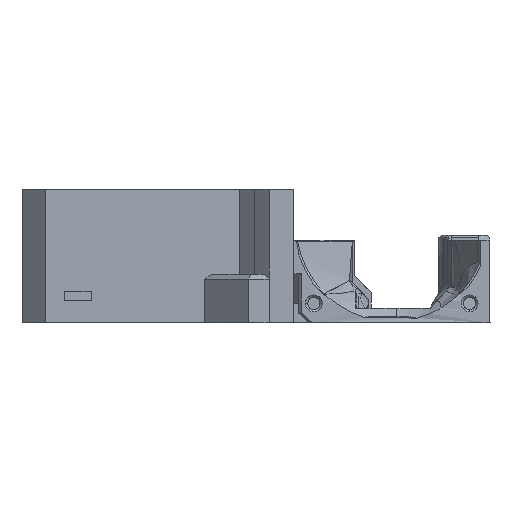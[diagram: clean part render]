
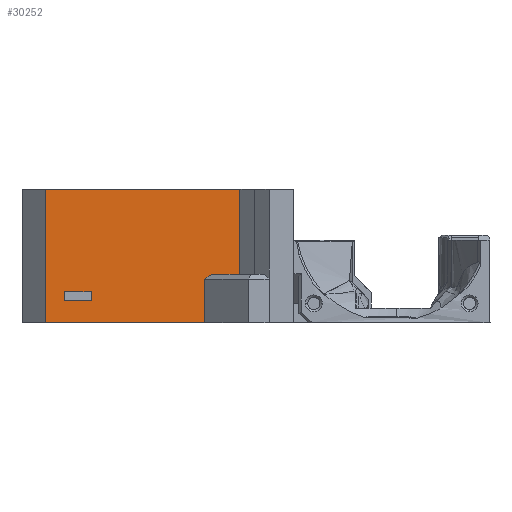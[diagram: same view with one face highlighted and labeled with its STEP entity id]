
A CAD part, left-side view. The second image highlights one B-rep face of the part: STEP entity #30252.
In plain terms, the highlighted planar face has unit normal (-1, 0, 0).
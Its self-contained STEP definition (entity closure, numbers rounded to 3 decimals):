
#463 = VERTEX_POINT ( 'NONE', #3052 ) ;
#703 = EDGE_LOOP ( 'NONE', ( #18089, #7987, #30301, #20090 ) ) ;
#1516 = EDGE_CURVE ( 'NONE', #31239, #14381, #16519, .T. ) ;
#2582 = LINE ( 'NONE', #30034, #20968 ) ;
#3052 = CARTESIAN_POINT ( 'NONE',  ( -0.271, 97.578, 29.122 ) ) ;
#3377 = CARTESIAN_POINT ( 'NONE',  ( -0.271, 68.83, 31.672 ) ) ;
#3606 = VECTOR ( 'NONE', #13485, 1000. ) ;
#4204 = LINE ( 'NONE', #7245, #30013 ) ;
#4218 = LINE ( 'NONE', #14171, #31705 ) ;
#4357 = CARTESIAN_POINT ( 'NONE',  ( -0.271, 61.577, 22.671 ) ) ;
#4654 = CARTESIAN_POINT ( 'NONE',  ( -0.271, 68.83, 22.672 ) ) ;
#4880 = ORIENTED_EDGE ( 'NONE', *, *, #16288, .T. ) ;
#5846 = LINE ( 'NONE', #30332, #31241 ) ;
#6314 = DIRECTION ( 'NONE',  ( 0., 1., 0. ) ) ;
#6815 = DIRECTION ( 'NONE',  ( -1., 0., 0. ) ) ;
#7245 = CARTESIAN_POINT ( 'NONE',  ( -0.271, 92.178, 28.147 ) ) ;
#7653 = CARTESIAN_POINT ( 'NONE',  ( -0.271, 61.578, 32.672 ) ) ;
#7987 = ORIENTED_EDGE ( 'NONE', *, *, #11017, .T. ) ;
#8281 = EDGE_CURVE ( 'NONE', #17391, #14381, #16811, .T. ) ;
#8918 = VERTEX_POINT ( 'NONE', #11498 ) ;
#9833 = PLANE ( 'NONE',  #21858 ) ;
#10998 = CARTESIAN_POINT ( 'NONE',  ( -0.271, 81.594, 50.172 ) ) ;
#11017 = EDGE_CURVE ( 'NONE', #21057, #8918, #13108, .T. ) ;
#11498 = CARTESIAN_POINT ( 'NONE',  ( -0.271, 97.578, 27.172 ) ) ;
#11579 = CARTESIAN_POINT ( 'NONE',  ( -0.271, 92.178, 29.122 ) ) ;
#11620 = B_SPLINE_CURVE_WITH_KNOTS ( 'NONE', 1,
 ( #18382, #4654 ),
 .UNSPECIFIED., .F., .F.,
 ( 2, 2 ),
 ( 0., 0.9 ),
 .UNSPECIFIED. ) ;
#11962 = CARTESIAN_POINT ( 'NONE',  ( -0.271, 92.178, 27.172 ) ) ;
#12568 = EDGE_CURVE ( 'NONE', #31239, #14067, #2582, .T. ) ;
#12702 = B_SPLINE_CURVE_WITH_KNOTS ( 'NONE', 1,
 ( #23508, #31627 ),
 .UNSPECIFIED., .F., .F.,
 ( 2, 2 ),
 ( 0., 3.278 ),
 .UNSPECIFIED. ) ;
#13108 = LINE ( 'NONE', #25422, #21830 ) ;
#13292 = VERTEX_POINT ( 'NONE', #11579 ) ;
#13485 = DIRECTION ( 'NONE',  ( 0., 1., 0. ) ) ;
#14067 = VERTEX_POINT ( 'NONE', #18006 ) ;
#14114 = DIRECTION ( 'NONE',  ( 0., 0., 1. ) ) ;
#14171 = CARTESIAN_POINT ( 'NONE',  ( -0.271, 101.611, 36.422 ) ) ;
#14325 = EDGE_CURVE ( 'NONE', #14067, #27823, #22819, .T. ) ;
#14381 = VERTEX_POINT ( 'NONE', #18799 ) ;
#14429 = ORIENTED_EDGE ( 'NONE', *, *, #1516, .F. ) ;
#15028 = ORIENTED_EDGE ( 'NONE', *, *, #14325, .T. ) ;
#15129 = DIRECTION ( 'NONE',  ( 0., 0., -1. ) ) ;
#15184 = DIRECTION ( 'NONE',  ( 0., 0., 1. ) ) ;
#15513 = CARTESIAN_POINT ( 'NONE',  ( -0.271, 64.497, 32.672 ) ) ;
#16288 = EDGE_CURVE ( 'NONE', #27823, #20847, #4218, .T. ) ;
#16519 = LINE ( 'NONE', #15513, #32305 ) ;
#16598 = CARTESIAN_POINT ( 'NONE',  ( -0.271, 101.611, 50.172 ) ) ;
#16811 = LINE ( 'NONE', #27503, #29302 ) ;
#17391 = VERTEX_POINT ( 'NONE', #3377 ) ;
#18006 = CARTESIAN_POINT ( 'NONE',  ( -0.271, 61.578, 50.172 ) ) ;
#18089 = ORIENTED_EDGE ( 'NONE', *, *, #32400, .F. ) ;
#18382 = CARTESIAN_POINT ( 'NONE',  ( -0.271, 68.83, 31.672 ) ) ;
#18799 = CARTESIAN_POINT ( 'NONE',  ( -0.271, 67.416, 32.672 ) ) ;
#19091 = CARTESIAN_POINT ( 'NONE',  ( -0.271, 97.578, 28.147 ) ) ;
#19338 = VECTOR ( 'NONE', #15129, 1000. ) ;
#20090 = ORIENTED_EDGE ( 'NONE', *, *, #33397, .T. ) ;
#20652 = ORIENTED_EDGE ( 'NONE', *, *, #8281, .T. ) ;
#20847 = VERTEX_POINT ( 'NONE', #27920 ) ;
#20968 = VECTOR ( 'NONE', #14114, 1000. ) ;
#21057 = VERTEX_POINT ( 'NONE', #11962 ) ;
#21830 = VECTOR ( 'NONE', #6314, 1000. ) ;
#21858 = AXIS2_PLACEMENT_3D ( 'NONE', #4357, #6815, #33206 ) ;
#22319 = DIRECTION ( 'NONE',  ( 0., -1., 0. ) ) ;
#22819 = LINE ( 'NONE', #10998, #3606 ) ;
#23125 = VERTEX_POINT ( 'NONE', #31379 ) ;
#23508 = CARTESIAN_POINT ( 'NONE',  ( -0.271, 68.83, 22.672 ) ) ;
#23512 = DIRECTION ( 'NONE',  ( 0., 1., 0. ) ) ;
#24637 = DIRECTION ( 'NONE',  ( 0., 0., -1. ) ) ;
#24649 = EDGE_CURVE ( 'NONE', #23125, #20847, #12702, .T. ) ;
#25422 = CARTESIAN_POINT ( 'NONE',  ( -0.271, 94.878, 27.172 ) ) ;
#25430 = ORIENTED_EDGE ( 'NONE', *, *, #12568, .T. ) ;
#26569 = EDGE_LOOP ( 'NONE', ( #15028, #4880, #33570, #29030, #20652, #14429, #25430 ) ) ;
#26939 = EDGE_CURVE ( 'NONE', #463, #8918, #31800, .T. ) ;
#27503 = CARTESIAN_POINT ( 'NONE',  ( -0.271, 68.123, 32.172 ) ) ;
#27823 = VERTEX_POINT ( 'NONE', #16598 ) ;
#27920 = CARTESIAN_POINT ( 'NONE',  ( -0.271, 101.611, 22.672 ) ) ;
#29030 = ORIENTED_EDGE ( 'NONE', *, *, #34253, .F. ) ;
#29302 = VECTOR ( 'NONE', #30164, 1000. ) ;
#30013 = VECTOR ( 'NONE', #15184, 1000. ) ;
#30034 = CARTESIAN_POINT ( 'NONE',  ( -0.271, 61.578, 41.422 ) ) ;
#30164 = DIRECTION ( 'NONE',  ( 0., -0.816, 0.577 ) ) ;
#30252 = ADVANCED_FACE ( 'NONE', ( #30543, #33093 ), #9833, .T. ) ;
#30301 = ORIENTED_EDGE ( 'NONE', *, *, #26939, .F. ) ;
#30332 = CARTESIAN_POINT ( 'NONE',  ( -0.271, 94.878, 29.122 ) ) ;
#30543 = FACE_OUTER_BOUND ( 'NONE', #26569, .T. ) ;
#31239 = VERTEX_POINT ( 'NONE', #7653 ) ;
#31241 = VECTOR ( 'NONE', #22319, 1000. ) ;
#31379 = CARTESIAN_POINT ( 'NONE',  ( -0.271, 68.83, 22.672 ) ) ;
#31627 = CARTESIAN_POINT ( 'NONE',  ( -0.271, 101.611, 22.672 ) ) ;
#31705 = VECTOR ( 'NONE', #24637, 1000. ) ;
#31800 = LINE ( 'NONE', #19091, #19338 ) ;
#32305 = VECTOR ( 'NONE', #23512, 1000. ) ;
#32400 = EDGE_CURVE ( 'NONE', #21057, #13292, #4204, .T. ) ;
#33093 = FACE_BOUND ( 'NONE', #703, .T. ) ;
#33206 = DIRECTION ( 'NONE',  ( 0., 0., 1. ) ) ;
#33397 = EDGE_CURVE ( 'NONE', #463, #13292, #5846, .T. ) ;
#33570 = ORIENTED_EDGE ( 'NONE', *, *, #24649, .F. ) ;
#34253 = EDGE_CURVE ( 'NONE', #17391, #23125, #11620, .T. ) ;
